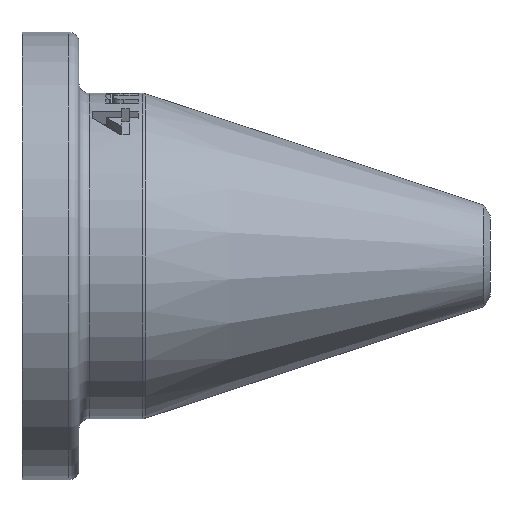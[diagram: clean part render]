
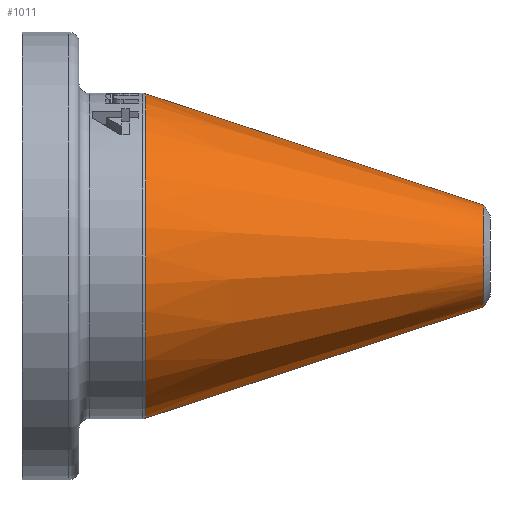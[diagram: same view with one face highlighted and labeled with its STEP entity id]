
A CAD part, left-side view. The second image highlights one B-rep face of the part: STEP entity #1011.
In plain terms, the highlighted conical face has half-angle 18.229 degrees and reference radius 2.5 mm.
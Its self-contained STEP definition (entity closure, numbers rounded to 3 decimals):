
#168 = CARTESIAN_POINT ( 'NONE',  ( 0., 0.3, -2.5 ) ) ;
#356 = FACE_OUTER_BOUND ( 'NONE', #1560, .T. ) ;
#401 = AXIS2_PLACEMENT_3D ( 'NONE', #4096, #3360, #3753 ) ;
#465 = AXIS2_PLACEMENT_3D ( 'NONE', #901, #1608, #2002 ) ;
#499 = LINE ( 'NONE', #3829, #3800 ) ;
#578 = VECTOR ( 'NONE', #1431, 1000. ) ;
#901 = CARTESIAN_POINT ( 'NONE',  ( 0., 16.924, 0. ) ) ;
#1011 = ADVANCED_FACE ( 'NONE', ( #356 ), #4223, .T. ) ;
#1213 = CIRCLE ( 'NONE', #465, 7.975 ) ;
#1431 = DIRECTION ( 'NONE',  ( 0., 0.95, 0.313 ) ) ;
#1560 = EDGE_LOOP ( 'NONE', ( #4220, #2261, #4476, #4409 ) ) ;
#1608 = DIRECTION ( 'NONE',  ( 0., -1., 0. ) ) ;
#1822 = CARTESIAN_POINT ( 'NONE',  ( 0., 16.924, 7.975 ) ) ;
#1845 = CARTESIAN_POINT ( 'NONE',  ( 0., 0.3, 0. ) ) ;
#2002 = DIRECTION ( 'NONE',  ( 0., 0., -1. ) ) ;
#2261 = ORIENTED_EDGE ( 'NONE', *, *, #2488, .F. ) ;
#2488 = EDGE_CURVE ( 'NONE', #3003, #3414, #3058, .T. ) ;
#2683 = DIRECTION ( 'NONE',  ( 0., 1., 0. ) ) ;
#2945 = LINE ( 'NONE', #4823, #578 ) ;
#3003 = VERTEX_POINT ( 'NONE', #4538 ) ;
#3021 = DIRECTION ( 'NONE',  ( 0., 0., 1. ) ) ;
#3058 = CIRCLE ( 'NONE', #401, 2.5 ) ;
#3146 = EDGE_CURVE ( 'NONE', #3414, #3449, #499, .T. ) ;
#3360 = DIRECTION ( 'NONE',  ( 0., -1., 0. ) ) ;
#3414 = VERTEX_POINT ( 'NONE', #168 ) ;
#3430 = DIRECTION ( 'NONE',  ( 0., 0.95, -0.313 ) ) ;
#3433 = EDGE_CURVE ( 'NONE', #4574, #3449, #1213, .T. ) ;
#3449 = VERTEX_POINT ( 'NONE', #4711 ) ;
#3753 = DIRECTION ( 'NONE',  ( 0., 0., -1. ) ) ;
#3800 = VECTOR ( 'NONE', #3430, 1000. ) ;
#3829 = CARTESIAN_POINT ( 'NONE',  ( 0., 0.3, -2.5 ) ) ;
#4096 = CARTESIAN_POINT ( 'NONE',  ( 0., 0.3, 0. ) ) ;
#4220 = ORIENTED_EDGE ( 'NONE', *, *, #3146, .F. ) ;
#4223 = CONICAL_SURFACE ( 'NONE', #4773, 2.5, 0.318 ) ;
#4409 = ORIENTED_EDGE ( 'NONE', *, *, #3433, .T. ) ;
#4476 = ORIENTED_EDGE ( 'NONE', *, *, #4595, .T. ) ;
#4538 = CARTESIAN_POINT ( 'NONE',  ( 0., 0.3, 2.5 ) ) ;
#4574 = VERTEX_POINT ( 'NONE', #1822 ) ;
#4595 = EDGE_CURVE ( 'NONE', #3003, #4574, #2945, .T. ) ;
#4711 = CARTESIAN_POINT ( 'NONE',  ( 0., 16.924, -7.975 ) ) ;
#4773 = AXIS2_PLACEMENT_3D ( 'NONE', #1845, #2683, #3021 ) ;
#4823 = CARTESIAN_POINT ( 'NONE',  ( 0., 0.3, 2.5 ) ) ;
